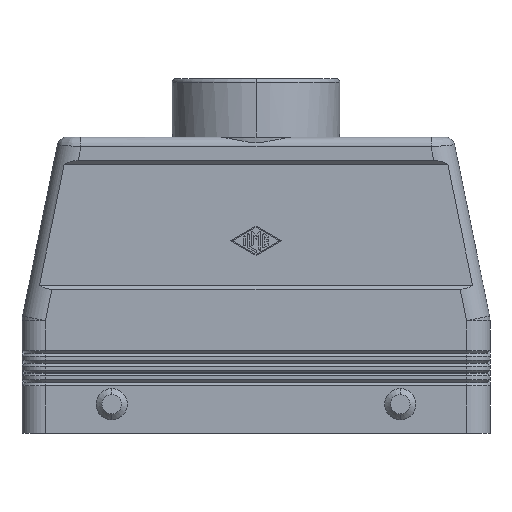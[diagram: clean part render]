
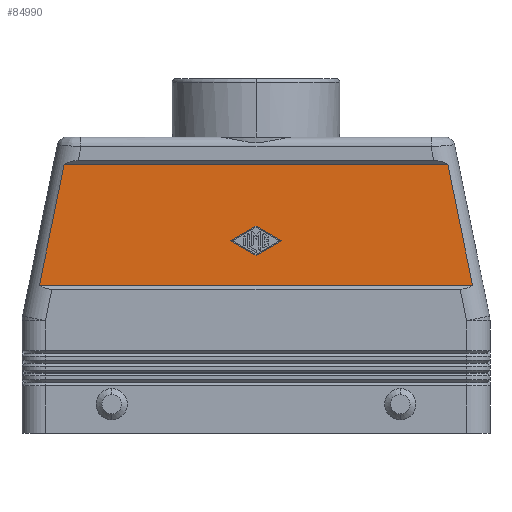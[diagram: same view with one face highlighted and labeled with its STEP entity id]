
A CAD part, front view. The second image highlights one B-rep face of the part: STEP entity #84990.
In plain terms, the highlighted planar face has unit normal (0, -1, 0).
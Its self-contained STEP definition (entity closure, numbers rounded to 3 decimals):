
#4240=CARTESIAN_POINT('',(55.525,-20.5,38.));
#4250=VERTEX_POINT('',#4240);
#4280=CARTESIAN_POINT('',(49.191,-20.5,69.));
#4290=DIRECTION('',(0.2,0.,-0.98));
#4300=VECTOR('',#4290,31.64);
#4310=LINE('',#4280,#4300);
#4320=CARTESIAN_POINT('',(49.191,-20.5,69.));
#4330=VERTEX_POINT('',#4320);
#4340=EDGE_CURVE('',#4330,#4250,#4310,.T.);
#6340=CARTESIAN_POINT('',(-49.191,-20.5,69.));
#6350=VERTEX_POINT('',#6340);
#6380=CARTESIAN_POINT('',(-55.525,-20.5,38.));
#6390=DIRECTION('',(0.2,0.,0.98));
#6400=VECTOR('',#6390,31.64);
#6410=LINE('',#6380,#6400);
#6420=CARTESIAN_POINT('',(-55.525,-20.5,38.));
#6430=VERTEX_POINT('',#6420);
#6440=EDGE_CURVE('',#6430,#6350,#6410,.T.);
#39910=CARTESIAN_POINT('',(-6.5,-20.5,49.4));
#39920=VERTEX_POINT('',#39910);
#40090=CARTESIAN_POINT('',(0.,-20.5,45.651));
#40100=VERTEX_POINT('',#40090);
#40130=CARTESIAN_POINT('',(0.,-20.5,45.651));
#40140=DIRECTION('',(-0.866,0.,0.5));
#40150=VECTOR('',#40140,7.504);
#40160=LINE('',#40130,#40150);
#40170=EDGE_CURVE('',#40100,#39920,#40160,.T.);
#51740=CARTESIAN_POINT('',(-55.525,-20.5,38.));
#51750=DIRECTION('',(1.,0.,0.));
#51760=VECTOR('',#51750,111.049);
#51770=LINE('',#51740,#51760);
#51780=EDGE_CURVE('',#6430,#4250,#51770,.T.);
#52240=CARTESIAN_POINT('',(0.,-20.5,53.149));
#52250=VERTEX_POINT('',#52240);
#52370=CARTESIAN_POINT('',(-6.5,-20.5,49.4));
#52380=DIRECTION('',(0.866,0.,0.5));
#52390=VECTOR('',#52380,7.504);
#52400=LINE('',#52370,#52390);
#52410=EDGE_CURVE('',#39920,#52250,#52400,.T.);
#57260=CARTESIAN_POINT('',(-49.191,-20.5,69.));
#57270=DIRECTION('',(1.,0.,0.));
#57280=VECTOR('',#57270,98.383);
#57290=LINE('',#57260,#57280);
#57300=EDGE_CURVE('',#6350,#4330,#57290,.T.);
#70620=CARTESIAN_POINT('',(6.5,-20.5,49.4));
#70630=VERTEX_POINT('',#70620);
#70750=CARTESIAN_POINT('',(0.,-20.5,53.149));
#70760=DIRECTION('',(0.866,0.,-0.5));
#70770=VECTOR('',#70760,7.504);
#70780=LINE('',#70750,#70770);
#70790=EDGE_CURVE('',#52250,#70630,#70780,.T.);
#79110=CARTESIAN_POINT('',(6.5,-20.5,49.4));
#79120=DIRECTION('',(-0.866,0.,-0.5));
#79130=VECTOR('',#79120,7.504);
#79140=LINE('',#79110,#79130);
#79150=EDGE_CURVE('',#70630,#40100,#79140,.T.);
#84820=CARTESIAN_POINT('',(0.,-20.5,69.));
#84830=DIRECTION('',(0.,1.,0.));
#84840=DIRECTION('',(0.,0.,1.));
#84850=AXIS2_PLACEMENT_3D('',#84820,#84830,#84840);
#84860=PLANE('',#84850);
#84870=ORIENTED_EDGE('',*,*,#51780,.T.);
#84880=ORIENTED_EDGE('',*,*,#6440,.F.);
#84890=ORIENTED_EDGE('',*,*,#57300,.F.);
#84900=ORIENTED_EDGE('',*,*,#4340,.F.);
#84910=EDGE_LOOP('',(#84900,#84890,#84880,#84870));
#84920=FACE_OUTER_BOUND('',#84910,.T.);
#84930=ORIENTED_EDGE('',*,*,#79150,.T.);
#84940=ORIENTED_EDGE('',*,*,#70790,.T.);
#84950=ORIENTED_EDGE('',*,*,#52410,.T.);
#84960=ORIENTED_EDGE('',*,*,#40170,.T.);
#84970=EDGE_LOOP('',(#84960,#84950,#84940,#84930));
#84980=FACE_BOUND('',#84970,.T.);
#84990=ADVANCED_FACE('',(#84920,#84980),#84860,.F.);
